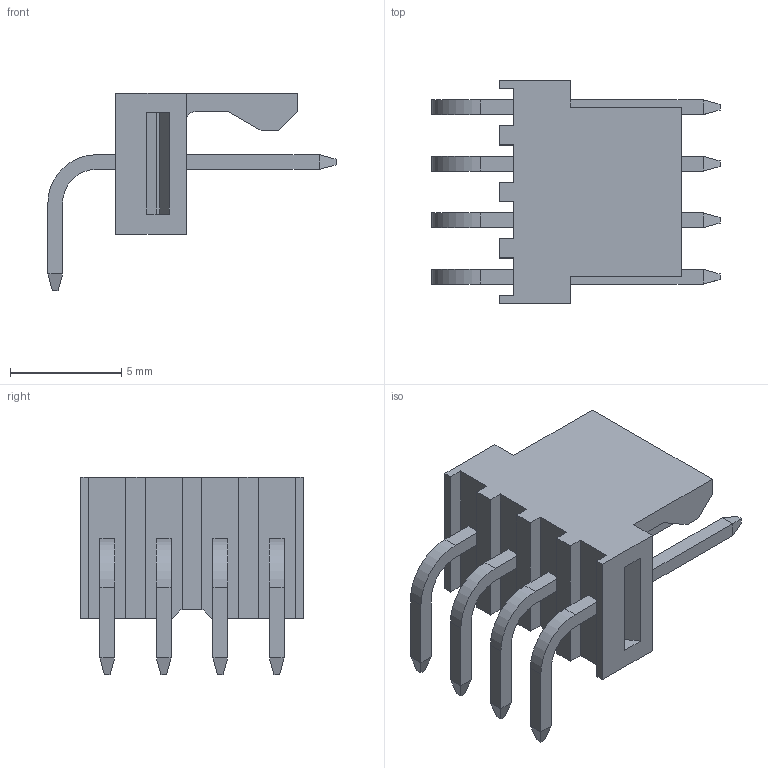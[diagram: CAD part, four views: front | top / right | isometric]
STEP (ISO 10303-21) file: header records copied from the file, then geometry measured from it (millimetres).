
FILE_DESCRIPTION(('FreeCAD Model'),'2;1');
FILE_NAME('Open CASCADE Shape Model','2021-06-17T11:00:36',( 'kicad StepUp'),('ksu MCAD'),'Open CASCADE STEP processor 7.5', 'FreeCAD','Unknown');
FILE_SCHEMA(('AUTOMOTIVE_DESIGN { 1 0 10303 214 1 1 1 1 }'));
Length unit declared in the file: millimetre
Products named in the file (2): surrogate_cp; Open CASCADE STEP translator 7.5 2.1
Assembly tree (1 placements, depth 2):
  surrogate_cp
    Open CASCADE STEP translator 7.5 2.1
Bounding box: 12.95 x 10.01 x 8.89 mm (x, y, z)
Volume: 239.6 mm3; surface area: 504.6 mm2
Topology: 1 solids, 1 shells, 132 faces, 328 edges, 208 vertices
Faces by surface type: plane 123, cylinder 9
Entity records: 3842 total; most frequent: CARTESIAN_POINT 670, ORIENTED_EDGE 656, DIRECTION 614, EDGE_CURVE 328, LINE 310, VECTOR 310, VERTEX_POINT 208, AXIS2_PLACEMENT_3D 152
